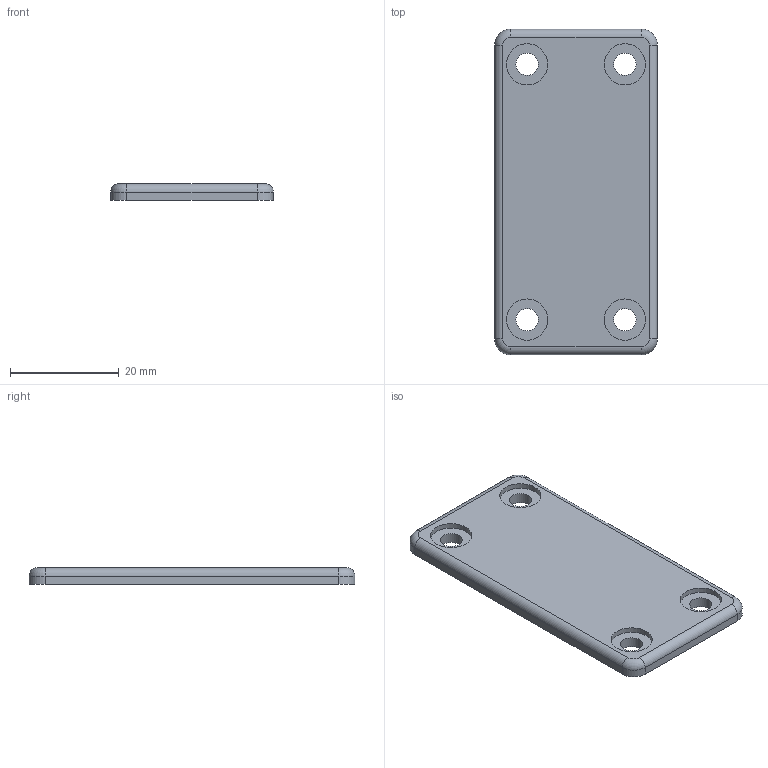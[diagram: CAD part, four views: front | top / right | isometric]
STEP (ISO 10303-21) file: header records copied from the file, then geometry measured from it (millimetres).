
FILE_DESCRIPTION(('STEP AP203'),'1');
FILE_NAME('SAFE00E1391.stp','2023-10-09T07:17:20',(' '),(' '),'Spatial InterOp 3D',' ',' ');
FILE_SCHEMA(('CONFIG_CONTROL_DESIGN'));
Length unit declared in the file: millimetre
Products named in the file (1): Embout goulotte 60x30
Bounding box: 30 x 60 x 3 mm (x, y, z)
Volume: 5006.3 mm3; surface area: 4088.5 mm2
Topology: 1 solids, 1 shells, 30 faces, 68 edges, 44 vertices
Faces by surface type: cylinder 16, plane 10, torus 4
Full cylindrical faces by diameter (mm): 4.1 x4, 7.6 x4
Entity records: 936 total; most frequent: DIRECTION 154, CARTESIAN_POINT 127, ORIENTED_EDGE 112, AXIS2_PLACEMENT_3D 67, EDGE_CURVE 56, EDGE_LOOP 50, VERTEX_POINT 40, FACE_OUTER_BOUND 38
